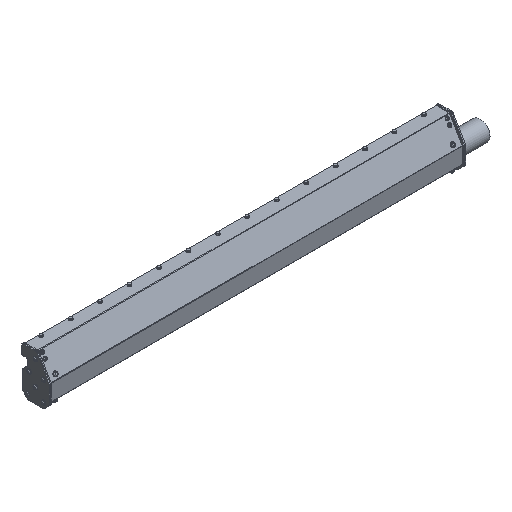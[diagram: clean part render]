
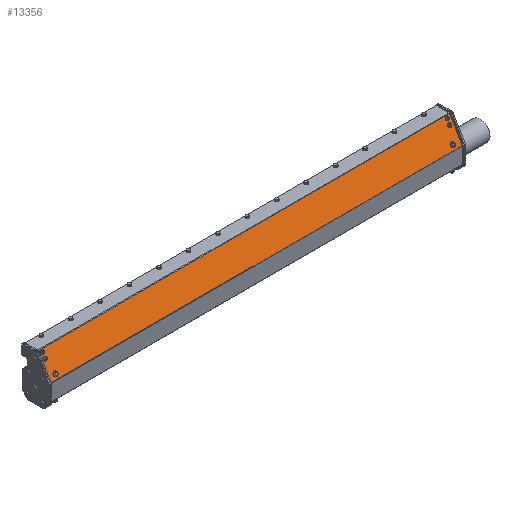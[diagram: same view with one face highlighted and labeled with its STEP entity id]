
A CAD part, isometric view. The second image highlights one B-rep face of the part: STEP entity #13356.
In plain terms, the highlighted planar face has unit normal (0, -0.866, 0.5).
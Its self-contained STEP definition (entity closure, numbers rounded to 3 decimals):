
#1048=FACE_BOUND('',#4650,.T.);
#1049=FACE_BOUND('',#4651,.T.);
#1050=FACE_BOUND('',#4652,.T.);
#1051=FACE_BOUND('',#4653,.T.);
#1052=FACE_BOUND('',#4654,.T.);
#1053=FACE_BOUND('',#4655,.T.);
#1361=LINE('',#53427,#1871);
#1428=LINE('',#53630,#1938);
#1458=LINE('',#53689,#1968);
#1462=LINE('',#53695,#1972);
#1871=VECTOR('',#17258,0.394);
#1938=VECTOR('',#17445,0.394);
#1968=VECTOR('',#17529,0.394);
#1972=VECTOR('',#17537,0.394);
#2312=PLANE('',#14749);
#3497=FACE_OUTER_BOUND('',#4649,.T.);
#4649=EDGE_LOOP('',(#10640,#10641,#10642,#10643));
#4650=EDGE_LOOP('',(#10644));
#4651=EDGE_LOOP('',(#10645));
#4652=EDGE_LOOP('',(#10646));
#4653=EDGE_LOOP('',(#10647));
#4654=EDGE_LOOP('',(#10648));
#4655=EDGE_LOOP('',(#10649));
#5744=CIRCLE('',#14566,0.217);
#5749=CIRCLE('',#14576,0.217);
#5756=CIRCLE('',#14590,0.177);
#5761=CIRCLE('',#14600,0.177);
#5766=CIRCLE('',#14610,0.177);
#5790=CIRCLE('',#14653,0.177);
#6668=VERTEX_POINT('',#53272);
#6673=VERTEX_POINT('',#53287);
#6680=VERTEX_POINT('',#53308);
#6685=VERTEX_POINT('',#53323);
#6690=VERTEX_POINT('',#53338);
#6720=VERTEX_POINT('',#53417);
#6723=VERTEX_POINT('',#53424);
#6724=VERTEX_POINT('',#53426);
#6799=VERTEX_POINT('',#53627);
#6800=VERTEX_POINT('',#53629);
#8012=EDGE_CURVE('',#6668,#6668,#5744,.T.);
#8017=EDGE_CURVE('',#6673,#6673,#5749,.T.);
#8024=EDGE_CURVE('',#6680,#6680,#5756,.T.);
#8029=EDGE_CURVE('',#6685,#6685,#5761,.T.);
#8034=EDGE_CURVE('',#6690,#6690,#5766,.T.);
#8064=EDGE_CURVE('',#6720,#6720,#5790,.T.);
#8067=EDGE_CURVE('',#6724,#6723,#1361,.T.);
#8171=EDGE_CURVE('',#6799,#6800,#1428,.T.);
#8202=EDGE_CURVE('',#6800,#6723,#1458,.T.);
#8206=EDGE_CURVE('',#6724,#6799,#1462,.T.);
#10640=ORIENTED_EDGE('',*,*,#8202,.F.);
#10641=ORIENTED_EDGE('',*,*,#8171,.F.);
#10642=ORIENTED_EDGE('',*,*,#8206,.F.);
#10643=ORIENTED_EDGE('',*,*,#8067,.T.);
#10644=ORIENTED_EDGE('',*,*,#8012,.T.);
#10645=ORIENTED_EDGE('',*,*,#8017,.T.);
#10646=ORIENTED_EDGE('',*,*,#8024,.T.);
#10647=ORIENTED_EDGE('',*,*,#8029,.T.);
#10648=ORIENTED_EDGE('',*,*,#8034,.T.);
#10649=ORIENTED_EDGE('',*,*,#8064,.T.);
#13356=ADVANCED_FACE('',(#3497,#1048,#1049,#1050,#1051,#1052,#1053),#2312,
 .T.);
#14566=AXIS2_PLACEMENT_3D('',#53273,#17069,#17070);
#14576=AXIS2_PLACEMENT_3D('',#53288,#17089,#17090);
#14590=AXIS2_PLACEMENT_3D('',#53309,#17117,#17118);
#14600=AXIS2_PLACEMENT_3D('',#53324,#17137,#17138);
#14610=AXIS2_PLACEMENT_3D('',#53339,#17157,#17158);
#14653=AXIS2_PLACEMENT_3D('',#53418,#17249,#17250);
#14749=AXIS2_PLACEMENT_3D('',#53702,#17547,#17548);
#17069=DIRECTION('center_axis',(0.,0.866,
-0.5));
#17070=DIRECTION('ref_axis',(-0.866,0.25,0.433));
#17089=DIRECTION('center_axis',(0.,0.866,
-0.5));
#17090=DIRECTION('ref_axis',(-0.866,0.25,0.433));
#17117=DIRECTION('center_axis',(0.,0.866,
-0.5));
#17118=DIRECTION('ref_axis',(1.,0.,0.));
#17137=DIRECTION('center_axis',(0.,0.866,
-0.5));
#17138=DIRECTION('ref_axis',(1.,0.,0.));
#17157=DIRECTION('center_axis',(0.,0.866,
-0.5));
#17158=DIRECTION('ref_axis',(1.,0.,0.));
#17249=DIRECTION('center_axis',(0.,0.866,
-0.5));
#17250=DIRECTION('ref_axis',(0.282,0.48,0.831));
#17258=DIRECTION('',(0.,0.5,0.866));
#17445=DIRECTION('',(0.,0.5,0.866));
#17529=DIRECTION('',(1.,0.,0.));
#17537=DIRECTION('',(-1.,0.,0.));
#17547=DIRECTION('center_axis',(0.,-0.866,
0.5));
#17548=DIRECTION('ref_axis',(0.,0.5,0.866));
#53272=CARTESIAN_POINT('',(28.401,-0.983,1.288));
#53273=CARTESIAN_POINT('Origin',(28.589,-1.037,1.194));
#53287=CARTESIAN_POINT('',(-12.099,-0.983,1.288));
#53288=CARTESIAN_POINT('Origin',(-11.911,-1.037,1.194));
#53308=CARTESIAN_POINT('',(29.141,-0.085,2.844));
#53309=CARTESIAN_POINT('Origin',(28.964,-0.085,2.844));
#53323=CARTESIAN_POINT('',(29.141,-0.351,2.383));
#53324=CARTESIAN_POINT('Origin',(28.964,-0.351,2.383));
#53338=CARTESIAN_POINT('',(-12.109,-0.085,2.844));
#53339=CARTESIAN_POINT('Origin',(-12.286,-0.085,
2.844));
#53417=CARTESIAN_POINT('',(-12.236,-0.266,2.53));
#53418=CARTESIAN_POINT('Origin',(-12.286,-0.351,2.383));
#53424=CARTESIAN_POINT('',(29.339,0.027,3.036));
#53426=CARTESIAN_POINT('',(29.339,-1.246,0.833));
#53427=CARTESIAN_POINT('',(29.339,-1.254,0.819));
#53627=CARTESIAN_POINT('',(-12.661,-1.246,0.833));
#53629=CARTESIAN_POINT('',(-12.661,0.027,3.036));
#53630=CARTESIAN_POINT('',(-12.661,-1.254,0.819));
#53689=CARTESIAN_POINT('',(29.339,0.027,3.036));
#53695=CARTESIAN_POINT('',(29.339,-1.246,0.833));
#53702=CARTESIAN_POINT('Origin',(29.339,-1.254,0.819));
